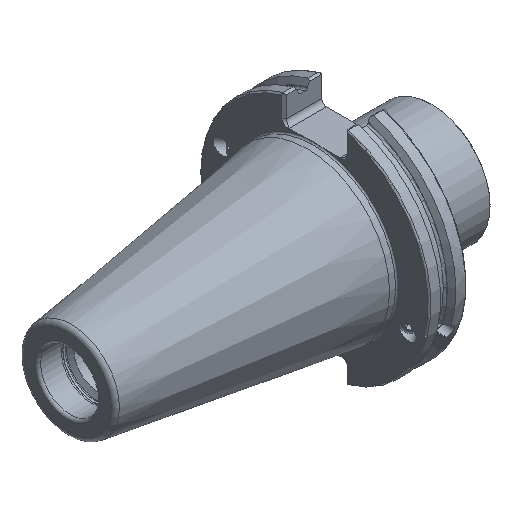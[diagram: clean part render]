
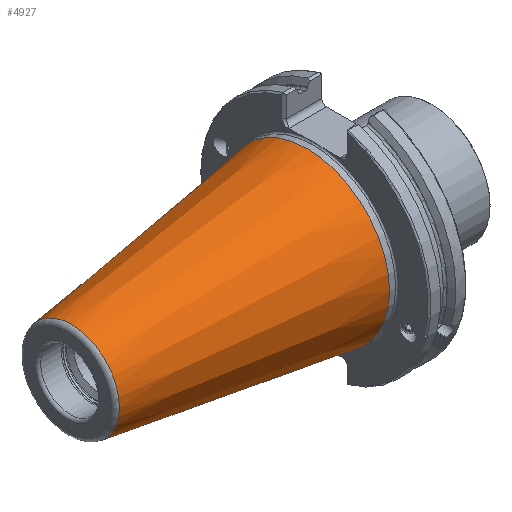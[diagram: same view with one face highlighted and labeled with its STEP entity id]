
A CAD part, isometric view. The second image highlights one B-rep face of the part: STEP entity #4927.
In plain terms, the highlighted conical face has half-angle 8.297 degrees and reference radius 34.925 mm.
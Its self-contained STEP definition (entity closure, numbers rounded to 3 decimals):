
#205 = ORIENTED_EDGE ( 'NONE', *, *, #2518, .T. ) ;
#476 = DIRECTION ( 'NONE',  ( -1., 0., 0. ) ) ;
#516 = FACE_OUTER_BOUND ( 'NONE', #4733, .T. ) ;
#1273 = CARTESIAN_POINT ( 'NONE',  ( 0., 0., 34.925 ) ) ;
#2166 = ORIENTED_EDGE ( 'NONE', *, *, #4870, .F. ) ;
#2518 = EDGE_CURVE ( 'NONE', #6096, #6096, #3091, .T. ) ;
#2661 = CARTESIAN_POINT ( 'NONE',  ( -99.889, 0., 20.358 ) ) ;
#2728 = DIRECTION ( 'NONE',  ( 1., 0., 0. ) ) ;
#2811 = FACE_BOUND ( 'NONE', #4602, .T. ) ;
#3091 = CIRCLE ( 'NONE', #4184, 34.925 ) ;
#3140 = DIRECTION ( 'NONE',  ( 0., 0., -1. ) ) ;
#3633 = DIRECTION ( 'NONE',  ( 0., 0., 1. ) ) ;
#4073 = DIRECTION ( 'NONE',  ( -1., 0., 0. ) ) ;
#4116 = CIRCLE ( 'NONE', #5566, 20.358 ) ;
#4184 = AXIS2_PLACEMENT_3D ( 'NONE', #5626, #476, #5148 ) ;
#4546 = CARTESIAN_POINT ( 'NONE',  ( -99.889, 0., 0. ) ) ;
#4562 = CARTESIAN_POINT ( 'NONE',  ( 0., 0., 0. ) ) ;
#4602 = EDGE_LOOP ( 'NONE', ( #2166 ) ) ;
#4733 = EDGE_LOOP ( 'NONE', ( #205 ) ) ;
#4772 = AXIS2_PLACEMENT_3D ( 'NONE', #4562, #2728, #3140 ) ;
#4870 = EDGE_CURVE ( 'NONE', #4976, #4976, #4116, .T. ) ;
#4927 = ADVANCED_FACE ( 'NONE', ( #2811, #516 ), #5213, .T. ) ;
#4976 = VERTEX_POINT ( 'NONE', #2661 ) ;
#5148 = DIRECTION ( 'NONE',  ( 0., 0., 1. ) ) ;
#5213 = CONICAL_SURFACE ( 'NONE', #4772, 34.925, 0.145 ) ;
#5566 = AXIS2_PLACEMENT_3D ( 'NONE', #4546, #4073, #3633 ) ;
#5626 = CARTESIAN_POINT ( 'NONE',  ( 0., 0., 0. ) ) ;
#6096 = VERTEX_POINT ( 'NONE', #1273 ) ;
